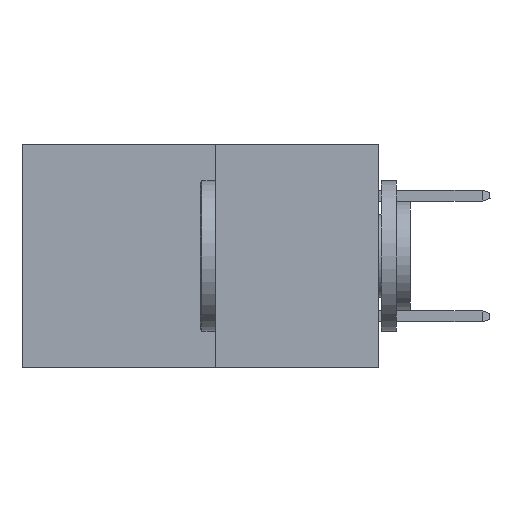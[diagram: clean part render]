
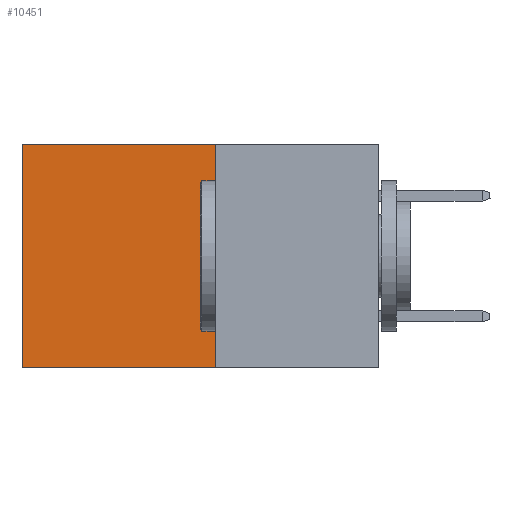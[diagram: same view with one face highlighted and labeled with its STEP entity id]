
A CAD part, left-side view. The second image highlights one B-rep face of the part: STEP entity #10451.
In plain terms, the highlighted planar face has unit normal (-1, 0, 0).
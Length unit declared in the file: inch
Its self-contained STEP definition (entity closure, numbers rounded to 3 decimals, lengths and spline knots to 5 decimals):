
#102 = VERTEX_POINT ( 'NONE', #18066 ) ;
#728 = ORIENTED_EDGE ( 'NONE', *, *, #10117, .F. ) ;
#3537 = VECTOR ( 'NONE', #8206, 39.37008 ) ;
#4787 = EDGE_CURVE ( 'NONE', #13043, #102, #19797, .T. ) ;
#5991 = CARTESIAN_POINT ( 'NONE',  ( 0.277, 0.27, 0. ) ) ;
#6187 = DIRECTION ( 'NONE',  ( 0., 1., 0. ) ) ;
#6772 = ORIENTED_EDGE ( 'NONE', *, *, #4787, .T. ) ;
#6949 = EDGE_CURVE ( 'NONE', #102, #19064, #27862, .T. ) ;
#8127 = DIRECTION ( 'NONE',  ( 0., 0., -1. ) ) ;
#8206 = DIRECTION ( 'NONE',  ( 0., 0., -1. ) ) ;
#8322 = LINE ( 'NONE', #8425, #25131 ) ;
#8425 = CARTESIAN_POINT ( 'NONE',  ( 0.277, 0.27, -0.37 ) ) ;
#9969 = ORIENTED_EDGE ( 'NONE', *, *, #22209, .F. ) ;
#10117 = EDGE_CURVE ( 'NONE', #22097, #19064, #28059, .T. ) ;
#10451 = ADVANCED_FACE ( 'NONE', ( #21295 ), #19516, .F. ) ;
#10738 = DIRECTION ( 'NONE',  ( 0., 0., -1. ) ) ;
#11485 = EDGE_LOOP ( 'NONE', ( #15186, #728, #9969, #6772 ) ) ;
#13043 = VERTEX_POINT ( 'NONE', #21357 ) ;
#15186 = ORIENTED_EDGE ( 'NONE', *, *, #6949, .T. ) ;
#17208 = CARTESIAN_POINT ( 'NONE',  ( 0.277, 0.27, -0.37 ) ) ;
#18066 = CARTESIAN_POINT ( 'NONE',  ( 0.277, 0.59, 0. ) ) ;
#18423 = DIRECTION ( 'NONE',  ( 0., 1., 0. ) ) ;
#18739 = AXIS2_PLACEMENT_3D ( 'NONE', #17208, #21846, #8127 ) ;
#19064 = VERTEX_POINT ( 'NONE', #24017 ) ;
#19516 = PLANE ( 'NONE',  #18739 ) ;
#19797 = LINE ( 'NONE', #5991, #25176 ) ;
#21295 = FACE_OUTER_BOUND ( 'NONE', #11485, .T. ) ;
#21357 = CARTESIAN_POINT ( 'NONE',  ( 0.277, 0.27, 0. ) ) ;
#21846 = DIRECTION ( 'NONE',  ( 1., 0., 0. ) ) ;
#21914 = CARTESIAN_POINT ( 'NONE',  ( 0.277, 0.59, -0.37 ) ) ;
#22097 = VERTEX_POINT ( 'NONE', #24026 ) ;
#22209 = EDGE_CURVE ( 'NONE', #13043, #22097, #8322, .T. ) ;
#24017 = CARTESIAN_POINT ( 'NONE',  ( 0.277, 0.59, -0.37 ) ) ;
#24026 = CARTESIAN_POINT ( 'NONE',  ( 0.277, 0.27, -0.37 ) ) ;
#25131 = VECTOR ( 'NONE', #10738, 39.37008 ) ;
#25176 = VECTOR ( 'NONE', #6187, 39.37008 ) ;
#25243 = CARTESIAN_POINT ( 'NONE',  ( 0.277, 0.27, -0.37 ) ) ;
#27365 = VECTOR ( 'NONE', #18423, 39.37008 ) ;
#27862 = LINE ( 'NONE', #21914, #3537 ) ;
#28059 = LINE ( 'NONE', #25243, #27365 ) ;
